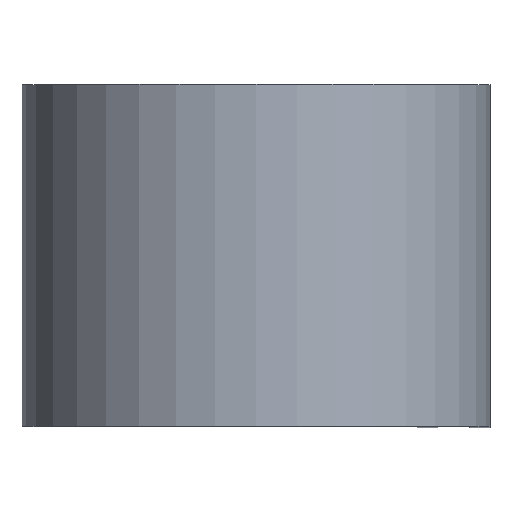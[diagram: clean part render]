
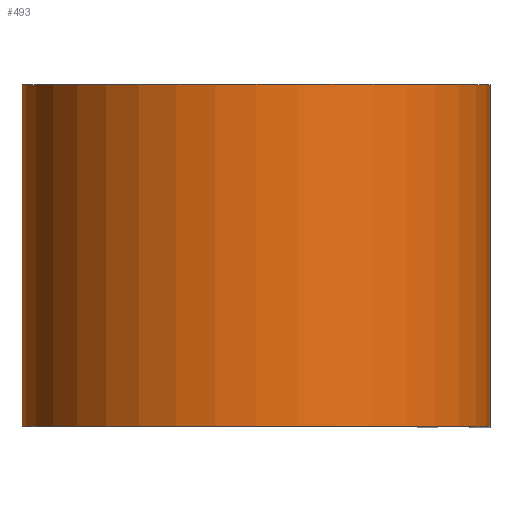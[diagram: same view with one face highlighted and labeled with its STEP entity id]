
A CAD part, top view. The second image highlights one B-rep face of the part: STEP entity #493.
In plain terms, the highlighted cylindrical face has radius 17.399 mm (diameter 34.798 mm), a partial arc.
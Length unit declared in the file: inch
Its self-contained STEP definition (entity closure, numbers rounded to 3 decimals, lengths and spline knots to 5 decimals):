
#12 = CARTESIAN_POINT ( 'NONE',  ( 0.685, -0.5, 0. ) ) ;
#18 = CARTESIAN_POINT ( 'NONE',  ( 0., 0.5, -0.685 ) ) ;
#40 = CARTESIAN_POINT ( 'NONE',  ( 0.685, 0.5, 0. ) ) ;
#43 = CARTESIAN_POINT ( 'NONE',  ( 0., -0.5, 0. ) ) ;
#55 = EDGE_CURVE ( 'NONE', #250, #171, #186, .T. ) ;
#74 = VERTEX_POINT ( 'NONE', #508 ) ;
#124 = ORIENTED_EDGE ( 'NONE', *, *, #615, .F. ) ;
#171 = VERTEX_POINT ( 'NONE', #219 ) ;
#178 = AXIS2_PLACEMENT_3D ( 'NONE', #439, #421, #446 ) ;
#179 = LINE ( 'NONE', #40, #632 ) ;
#184 = VECTOR ( 'NONE', #602, 39.37008 ) ;
#186 = LINE ( 'NONE', #347, #184 ) ;
#219 = CARTESIAN_POINT ( 'NONE',  ( 0., -0.5, -0.685 ) ) ;
#228 = ORIENTED_EDGE ( 'NONE', *, *, #626, .T. ) ;
#246 = DIRECTION ( 'NONE',  ( 0., 1., 0. ) ) ;
#250 = VERTEX_POINT ( 'NONE', #18 ) ;
#320 = AXIS2_PLACEMENT_3D ( 'NONE', #324, #326, #331 ) ;
#324 = CARTESIAN_POINT ( 'NONE',  ( 0., 0.5, 0. ) ) ;
#326 = DIRECTION ( 'NONE',  ( 0., 1., 0. ) ) ;
#331 = DIRECTION ( 'NONE',  ( 1., 0., 0. ) ) ;
#347 = CARTESIAN_POINT ( 'NONE',  ( 0., 0.5, -0.685 ) ) ;
#364 = AXIS2_PLACEMENT_3D ( 'NONE', #43, #246, #618 ) ;
#376 = ORIENTED_EDGE ( 'NONE', *, *, #468, .F. ) ;
#414 = VERTEX_POINT ( 'NONE', #12 ) ;
#421 = DIRECTION ( 'NONE',  ( 0., -1., 0. ) ) ;
#424 = CYLINDRICAL_SURFACE ( 'NONE', #178, 0.685 ) ;
#438 = DIRECTION ( 'NONE',  ( 0., -1., 0. ) ) ;
#439 = CARTESIAN_POINT ( 'NONE',  ( 0., 0.5, 0. ) ) ;
#446 = DIRECTION ( 'NONE',  ( 0., 0., -1. ) ) ;
#463 = FACE_OUTER_BOUND ( 'NONE', #597, .T. ) ;
#468 = EDGE_CURVE ( 'NONE', #250, #74, #481, .T. ) ;
#481 = CIRCLE ( 'NONE', #320, 0.685 ) ;
#493 = ADVANCED_FACE ( 'NONE', ( #463 ), #424, .T. ) ;
#508 = CARTESIAN_POINT ( 'NONE',  ( 0.685, 0.5, 0. ) ) ;
#597 = EDGE_LOOP ( 'NONE', ( #228, #124, #376, #613 ) ) ;
#602 = DIRECTION ( 'NONE',  ( 0., -1., 0. ) ) ;
#613 = ORIENTED_EDGE ( 'NONE', *, *, #55, .T. ) ;
#615 = EDGE_CURVE ( 'NONE', #74, #414, #179, .T. ) ;
#617 = CIRCLE ( 'NONE', #364, 0.685 ) ;
#618 = DIRECTION ( 'NONE',  ( 1., 0., 0. ) ) ;
#626 = EDGE_CURVE ( 'NONE', #171, #414, #617, .T. ) ;
#632 = VECTOR ( 'NONE', #438, 39.37008 ) ;
